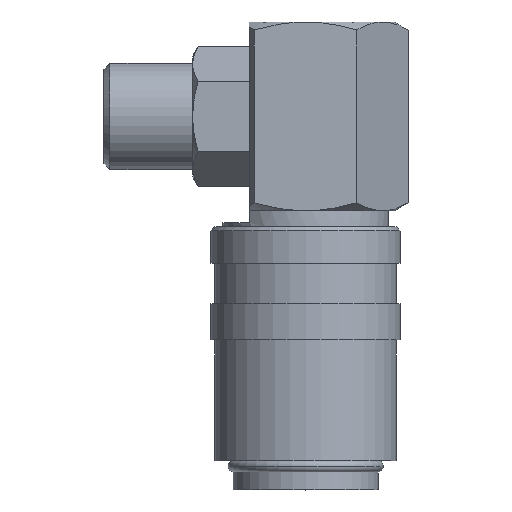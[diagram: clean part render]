
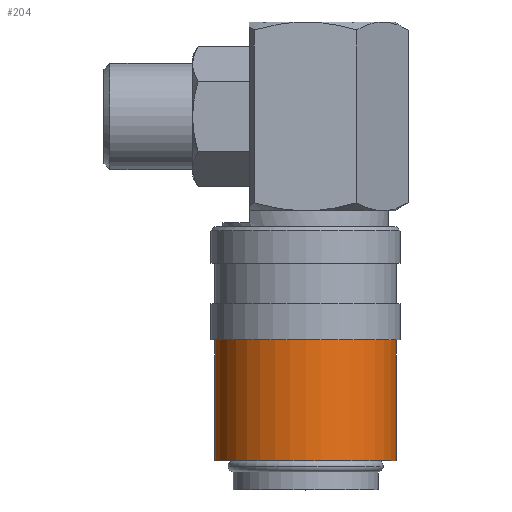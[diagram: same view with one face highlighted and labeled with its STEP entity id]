
A CAD part, top view. The second image highlights one B-rep face of the part: STEP entity #204.
In plain terms, the highlighted cylindrical face has radius 11.25 mm (diameter 22.5 mm), a partial arc.
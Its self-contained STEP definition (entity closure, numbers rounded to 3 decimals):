
#204=ADVANCED_FACE('',(#434),#435,.T.);
#434=FACE_OUTER_BOUND('',#685,.T.);
#435=CYLINDRICAL_SURFACE('',#686,11.25);
#685=EDGE_LOOP('',(#1205,#1206,#1207,#1208));
#686=AXIS2_PLACEMENT_3D('',#1209,#1210,#1211);
#1205=ORIENTED_EDGE('',*,*,#1644,.T.);
#1206=ORIENTED_EDGE('',*,*,#1645,.F.);
#1207=ORIENTED_EDGE('',*,*,#1646,.T.);
#1208=ORIENTED_EDGE('',*,*,#1612,.T.);
#1209=CARTESIAN_POINT('',(0.0,11.1,0.0));
#1210=DIRECTION('',(-0.0,1.0,0.0));
#1211=DIRECTION('',(1.0,0.0,0.0));
#1612=EDGE_CURVE('',#1965,#1964,#1967,.T.);
#1644=EDGE_CURVE('',#1964,#2006,#2007,.T.);
#1645=EDGE_CURVE('',#2008,#2006,#2009,.T.);
#1646=EDGE_CURVE('',#2008,#1965,#2010,.T.);
#1964=VERTEX_POINT('',#2726);
#1965=VERTEX_POINT('',#2727);
#1967=CIRCLE('',#2729,11.25);
#2006=VERTEX_POINT('',#2846);
#2007=LINE('',#2847,#2848);
#2008=VERTEX_POINT('',#2849);
#2009=CIRCLE('',#2850,11.25);
#2010=LINE('',#2851,#2852);
#2726=CARTESIAN_POINT('',(11.25,3.6,0.0));
#2727=CARTESIAN_POINT('',(-11.25,3.6,0.));
#2729=AXIS2_PLACEMENT_3D('',#3190,#3191,#3192);
#2846=CARTESIAN_POINT('',(11.25,18.6,0.0));
#2847=CARTESIAN_POINT('',(11.25,11.1,0.));
#2848=VECTOR('',#3213,1.0);
#2849=CARTESIAN_POINT('',(-11.25,18.6,0.));
#2850=AXIS2_PLACEMENT_3D('',#3214,#3215,#3216);
#2851=CARTESIAN_POINT('',(-11.25,11.1,0.));
#2852=VECTOR('',#3217,1.0);
#3190=CARTESIAN_POINT('',(0.0,3.6,0.0));
#3191=DIRECTION('',(-0.0,1.0,0.0));
#3192=DIRECTION('',(1.0,0.0,0.0));
#3213=DIRECTION('',(0.0,1.0,0.0));
#3214=CARTESIAN_POINT('',(0.0,18.6,0.0));
#3215=DIRECTION('',(-0.0,1.0,0.0));
#3216=DIRECTION('',(1.0,0.0,0.0));
#3217=DIRECTION('',(-0.0,-1.0,-0.0));
